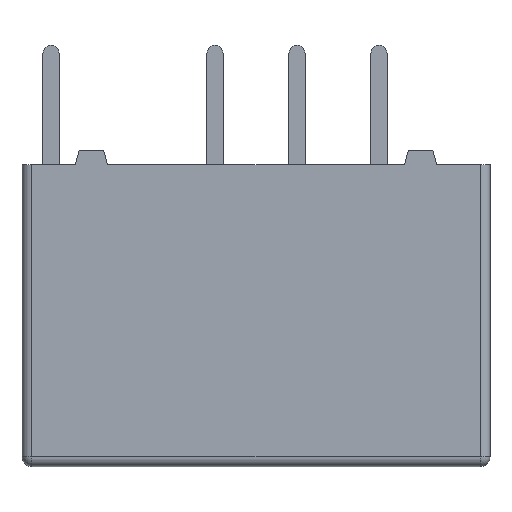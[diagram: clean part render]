
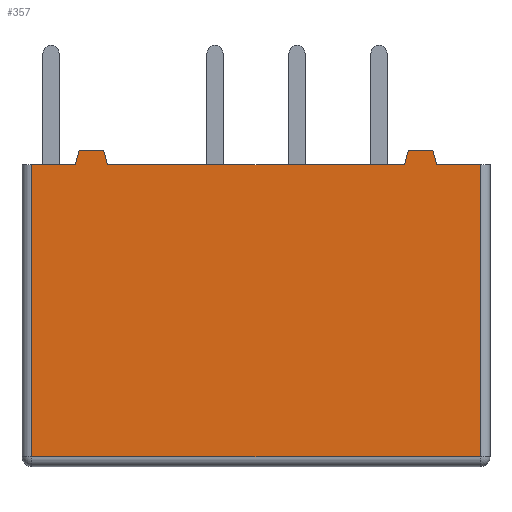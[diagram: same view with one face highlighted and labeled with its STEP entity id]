
A CAD part, front view. The second image highlights one B-rep face of the part: STEP entity #357.
In plain terms, the highlighted planar face has unit normal (0, -1, 0).
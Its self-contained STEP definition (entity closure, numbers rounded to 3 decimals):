
#357=ADVANCED_FACE('',(#982),#983,.T.);
#549=EDGE_CURVE('',#1283,#1287,#1288,.T.);
#571=EDGE_CURVE('',#1317,#1320,#1321,.T.);
#575=EDGE_CURVE('',#1325,#1326,#1327,.T.);
#645=EDGE_CURVE('',#1325,#1417,#1420,.T.);
#647=EDGE_CURVE('',#1317,#1422,#1423,.T.);
#649=EDGE_CURVE('',#1422,#1425,#1426,.T.);
#651=EDGE_CURVE('',#1425,#1287,#1428,.T.);
#653=EDGE_CURVE('',#1283,#1430,#1431,.T.);
#655=EDGE_CURVE('',#1430,#1433,#1434,.T.);
#657=EDGE_CURVE('',#1433,#1326,#1436,.T.);
#659=EDGE_CURVE('',#1438,#1417,#1439,.T.);
#661=EDGE_CURVE('',#1320,#1438,#1441,.T.);
#982=FACE_OUTER_BOUND('',#1812,.T.);
#983=PLANE('',#1813);
#1283=VERTEX_POINT('',#2154);
#1287=VERTEX_POINT('',#2160);
#1288=LINE('',#2161,#2162);
#1317=VERTEX_POINT('',#2209);
#1320=VERTEX_POINT('',#2214);
#1321=LINE('',#2215,#2216);
#1325=VERTEX_POINT('',#2222);
#1326=VERTEX_POINT('',#2223);
#1327=LINE('',#2224,#2225);
#1417=VERTEX_POINT('',#2379);
#1420=LINE('',#2383,#2384);
#1422=VERTEX_POINT('',#2387);
#1423=LINE('',#2388,#2389);
#1425=VERTEX_POINT('',#2392);
#1426=LINE('',#2393,#2394);
#1428=LINE('',#2397,#2398);
#1430=VERTEX_POINT('',#2401);
#1431=LINE('',#2402,#2403);
#1433=VERTEX_POINT('',#2406);
#1434=LINE('',#2407,#2408);
#1436=LINE('',#2411,#2412);
#1438=VERTEX_POINT('',#2415);
#1439=LINE('',#2416,#2417);
#1441=LINE('',#2420,#2421);
#1812=EDGE_LOOP('',(#3127,#3128,#3129,#3130,#3131,#3132,#3133,#3134,#3135,#3136,#3137,#3138));
#1813=AXIS2_PLACEMENT_3D('',#3139,#3140,#3141);
#2154=CARTESIAN_POINT('',(-4.6,-3.6,-0.45));
#2160=CARTESIAN_POINT('',(4.6,-3.6,-0.45));
#2161=CARTESIAN_POINT('',(-4.6,-3.6,-0.45));
#2162=VECTOR('',#3783,9.2);
#2209=CARTESIAN_POINT('',(5.6,-3.6,-0.45));
#2214=CARTESIAN_POINT('',(6.95,-3.6,-0.45));
#2215=CARTESIAN_POINT('',(5.6,-3.6,-0.45));
#2216=VECTOR('',#3796,1.35);
#2222=CARTESIAN_POINT('',(-6.95,-3.6,-0.45));
#2223=CARTESIAN_POINT('',(-5.6,-3.6,-0.45));
#2224=CARTESIAN_POINT('',(-6.95,-3.6,-0.45));
#2225=VECTOR('',#3800,1.35);
#2379=CARTESIAN_POINT('',(-6.95,-3.6,-9.5));
#2383=CARTESIAN_POINT('',(-6.95,-3.6,-0.45));
#2384=VECTOR('',#3843,9.05);
#2387=CARTESIAN_POINT('',(5.479,-3.6,0.0));
#2388=CARTESIAN_POINT('',(5.6,-3.6,-0.45));
#2389=VECTOR('',#3844,0.466);
#2392=CARTESIAN_POINT('',(4.721,-3.6,0.0));
#2393=CARTESIAN_POINT('',(5.479,-3.6,0.0));
#2394=VECTOR('',#3845,0.759);
#2397=CARTESIAN_POINT('',(4.721,-3.6,0.0));
#2398=VECTOR('',#3846,0.466);
#2401=CARTESIAN_POINT('',(-4.721,-3.6,0.0));
#2402=CARTESIAN_POINT('',(-4.6,-3.6,-0.45));
#2403=VECTOR('',#3847,0.466);
#2406=CARTESIAN_POINT('',(-5.479,-3.6,0.0));
#2407=CARTESIAN_POINT('',(-4.721,-3.6,0.0));
#2408=VECTOR('',#3848,0.759);
#2411=CARTESIAN_POINT('',(-5.479,-3.6,0.0));
#2412=VECTOR('',#3849,0.466);
#2415=CARTESIAN_POINT('',(6.95,-3.6,-9.5));
#2416=CARTESIAN_POINT('',(6.95,-3.6,-9.5));
#2417=VECTOR('',#3850,13.9);
#2420=CARTESIAN_POINT('',(6.95,-3.6,-0.45));
#2421=VECTOR('',#3851,9.05);
#3127=ORIENTED_EDGE('',*,*,#571,.F.);
#3128=ORIENTED_EDGE('',*,*,#647,.T.);
#3129=ORIENTED_EDGE('',*,*,#649,.T.);
#3130=ORIENTED_EDGE('',*,*,#651,.T.);
#3131=ORIENTED_EDGE('',*,*,#549,.F.);
#3132=ORIENTED_EDGE('',*,*,#653,.T.);
#3133=ORIENTED_EDGE('',*,*,#655,.T.);
#3134=ORIENTED_EDGE('',*,*,#657,.T.);
#3135=ORIENTED_EDGE('',*,*,#575,.F.);
#3136=ORIENTED_EDGE('',*,*,#645,.T.);
#3137=ORIENTED_EDGE('',*,*,#659,.F.);
#3138=ORIENTED_EDGE('',*,*,#661,.F.);
#3139=CARTESIAN_POINT('',(-7.25,-3.6,-0.45));
#3140=DIRECTION('',(0.0,-1.0,0.0));
#3141=DIRECTION('',(0.0,0.0,-1.0));
#3783=DIRECTION('',(1.0,0.0,0.0));
#3796=DIRECTION('',(1.0,0.0,0.0));
#3800=DIRECTION('',(1.0,0.0,0.0));
#3843=DIRECTION('',(0.0,0.0,-1.0));
#3844=DIRECTION('',(-0.259,0.0,0.966));
#3845=DIRECTION('',(-1.0,0.0,0.0));
#3846=DIRECTION('',(-0.259,0.0,-0.966));
#3847=DIRECTION('',(-0.259,0.0,0.966));
#3848=DIRECTION('',(-1.0,0.0,0.0));
#3849=DIRECTION('',(-0.259,0.0,-0.966));
#3850=DIRECTION('',(-1.0,0.0,0.0));
#3851=DIRECTION('',(0.0,0.0,-1.0));
